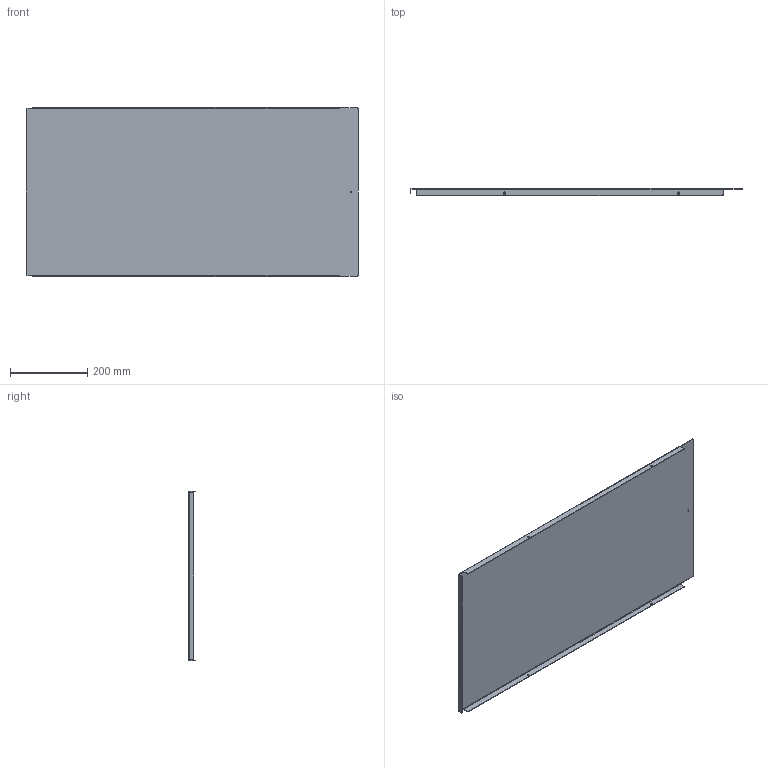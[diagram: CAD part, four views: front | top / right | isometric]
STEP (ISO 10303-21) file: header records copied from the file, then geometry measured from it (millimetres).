
FILE_DESCRIPTION(/* description */ (''),/* implementation_level */ '2;1');
FILE_NAME(/* name */ '34_Lid.step',/* time_stamp */ '2024-11-18T03:59:00-07:00',/* author */ (''),/* organization */ (''),/* preprocessor_version */ 'ST-DEVELOPER v20',/* originating_system */ 'Autodesk Translation Framework v13.20.0.188',/* authorisation */ '');
FILE_SCHEMA (('AUTOMOTIVE_DESIGN { 1 0 10303 214 3 1 1 }'));
Length unit declared in the file: inch
Products named in the file (1): Lid
Bounding box: 861.9 x 17.46 x 440.08 mm (x, y, z)
Volume: 652043.3 mm3; surface area: 819353.6 mm2
Topology: 1 solids, 1 shells, 53 faces, 129 edges, 78 vertices
Faces by surface type: plane 28, cylinder 21, cone 4
Full cylindrical faces by diameter (mm): 3.302 x5
Entity records: 1592 total; most frequent: DIRECTION 283, CARTESIAN_POINT 261, ORIENTED_EDGE 258, EDGE_CURVE 129, AXIS2_PLACEMENT_3D 100, LINE 83, VECTOR 83, VERTEX_POINT 78
